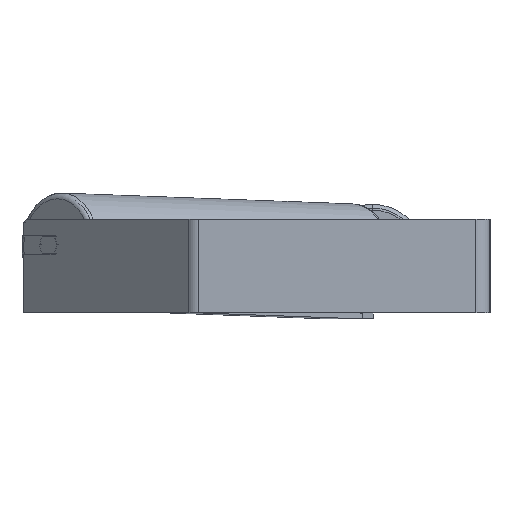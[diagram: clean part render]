
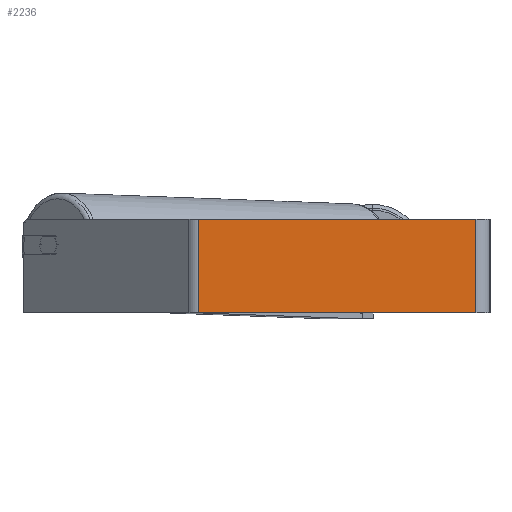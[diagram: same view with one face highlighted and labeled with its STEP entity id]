
A CAD part, left-side view. The second image highlights one B-rep face of the part: STEP entity #2236.
In plain terms, the highlighted planar face has unit normal (-1, 0, 0).
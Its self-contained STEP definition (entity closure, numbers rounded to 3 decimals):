
#368 = VERTEX_POINT ( 'NONE', #2324 ) ;
#500 = LINE ( 'NONE', #3334, #8821 ) ;
#1033 = CARTESIAN_POINT ( 'NONE',  ( -605., 252.886, 40. ) ) ;
#1213 = VECTOR ( 'NONE', #8711, 1000. ) ;
#1408 = EDGE_CURVE ( 'NONE', #8065, #3771, #7754, .T. ) ;
#1652 = DIRECTION ( 'NONE',  ( 0., -1., 0. ) ) ;
#1842 = CARTESIAN_POINT ( 'NONE',  ( -605., 12., 40. ) ) ;
#1910 = DIRECTION ( 'NONE',  ( 1., 0., 0. ) ) ;
#2236 = ADVANCED_FACE ( 'NONE', ( #5852 ), #8909, .F. ) ;
#2324 = CARTESIAN_POINT ( 'NONE',  ( -605., 12., -40. ) ) ;
#2509 = CARTESIAN_POINT ( 'NONE',  ( -605., 12., 40. ) ) ;
#2919 = VECTOR ( 'NONE', #1652, 1000. ) ;
#3334 = CARTESIAN_POINT ( 'NONE',  ( -605., 252.886, -40. ) ) ;
#3515 = ORIENTED_EDGE ( 'NONE', *, *, #5390, .T. ) ;
#3587 = ORIENTED_EDGE ( 'NONE', *, *, #7411, .T. ) ;
#3771 = VERTEX_POINT ( 'NONE', #1842 ) ;
#4557 = AXIS2_PLACEMENT_3D ( 'NONE', #1033, #1910, #6125 ) ;
#4789 = CARTESIAN_POINT ( 'NONE',  ( -605., 247.916, -40. ) ) ;
#5168 = EDGE_CURVE ( 'NONE', #3771, #368, #8750, .T. ) ;
#5390 = EDGE_CURVE ( 'NONE', #8246, #368, #500, .T. ) ;
#5527 = DIRECTION ( 'NONE',  ( 0., -1., 0. ) ) ;
#5649 = ORIENTED_EDGE ( 'NONE', *, *, #1408, .F. ) ;
#5852 = FACE_OUTER_BOUND ( 'NONE', #5973, .T. ) ;
#5973 = EDGE_LOOP ( 'NONE', ( #3515, #8928, #5649, #3587 ) ) ;
#6125 = DIRECTION ( 'NONE',  ( 0., 0., -1. ) ) ;
#6788 = CARTESIAN_POINT ( 'NONE',  ( -605., 247.916, 40. ) ) ;
#6962 = LINE ( 'NONE', #6788, #8430 ) ;
#7411 = EDGE_CURVE ( 'NONE', #8065, #8246, #6962, .T. ) ;
#7754 = LINE ( 'NONE', #8533, #2919 ) ;
#8065 = VERTEX_POINT ( 'NONE', #8855 ) ;
#8246 = VERTEX_POINT ( 'NONE', #4789 ) ;
#8430 = VECTOR ( 'NONE', #8882, 1000. ) ;
#8533 = CARTESIAN_POINT ( 'NONE',  ( -605., 252.886, 40. ) ) ;
#8711 = DIRECTION ( 'NONE',  ( 0., 0., -1. ) ) ;
#8750 = LINE ( 'NONE', #2509, #1213 ) ;
#8821 = VECTOR ( 'NONE', #5527, 1000. ) ;
#8855 = CARTESIAN_POINT ( 'NONE',  ( -605., 247.916, 40. ) ) ;
#8882 = DIRECTION ( 'NONE',  ( 0., 0., -1. ) ) ;
#8909 = PLANE ( 'NONE',  #4557 ) ;
#8928 = ORIENTED_EDGE ( 'NONE', *, *, #5168, .F. ) ;
